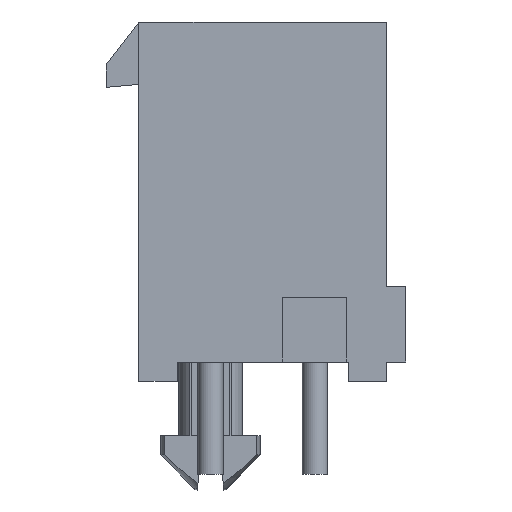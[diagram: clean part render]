
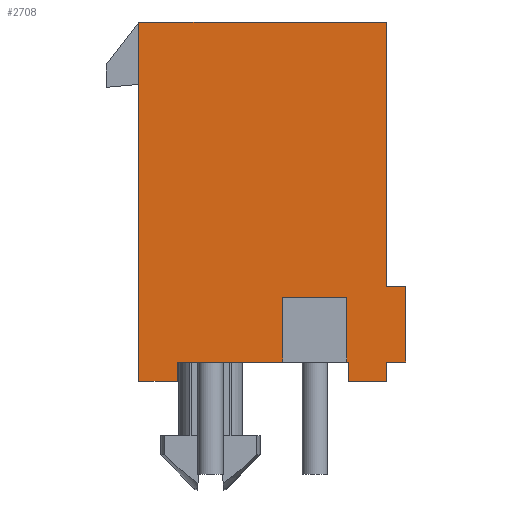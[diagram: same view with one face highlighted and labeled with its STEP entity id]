
A CAD part, left-side view. The second image highlights one B-rep face of the part: STEP entity #2708.
In plain terms, the highlighted planar face has unit normal (-1, 0, 0).
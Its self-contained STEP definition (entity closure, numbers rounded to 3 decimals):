
#38=LINE($,#3830,#376);
#39=LINE($,#3832,#377);
#40=LINE($,#3834,#378);
#41=LINE($,#3836,#379);
#42=LINE($,#3838,#380);
#43=LINE($,#3840,#381);
#44=LINE($,#3842,#382);
#45=LINE($,#3844,#383);
#46=LINE($,#3846,#384);
#47=LINE($,#3848,#385);
#48=LINE($,#3850,#386);
#49=LINE($,#3852,#387);
#50=LINE($,#3854,#388);
#51=LINE($,#3856,#389);
#52=LINE($,#3858,#390);
#53=LINE($,#3859,#391);
#376=VECTOR($,#3108,0.051);
#377=VECTOR($,#3109,0.762);
#378=VECTOR($,#3110,1.524);
#379=VECTOR($,#3111,0.762);
#380=VECTOR($,#3112,0.762);
#381=VECTOR($,#3113,2.997);
#382=VECTOR($,#3114,0.762);
#383=VECTOR($,#3115,10.49);
#384=VECTOR($,#3116,9.83);
#385=VECTOR($,#3117,14.249);
#386=VECTOR($,#3118,1.524);
#387=VECTOR($,#3119,0.762);
#388=VECTOR($,#3120,4.191);
#389=VECTOR($,#3121,2.54);
#390=VECTOR($,#3122,2.54);
#391=VECTOR($,#3123,2.54);
#714=PLANE($,#2892);
#889=FACE_OUTER_BOUND($,#1052,.T.);
#1052=EDGE_LOOP($,(#1927,#1928,#1929,#1930,#1931,#1932,#1933,#1934,#1935,
#1936,#1937,#1938,#1939,#1940,#1941,#1942));
#1279=VERTEX_POINT($,#3828);
#1280=VERTEX_POINT($,#3829);
#1281=VERTEX_POINT($,#3831);
#1282=VERTEX_POINT($,#3833);
#1283=VERTEX_POINT($,#3835);
#1284=VERTEX_POINT($,#3837);
#1285=VERTEX_POINT($,#3839);
#1286=VERTEX_POINT($,#3841);
#1287=VERTEX_POINT($,#3843);
#1288=VERTEX_POINT($,#3845);
#1289=VERTEX_POINT($,#3847);
#1290=VERTEX_POINT($,#3849);
#1291=VERTEX_POINT($,#3851);
#1292=VERTEX_POINT($,#3853);
#1293=VERTEX_POINT($,#3855);
#1294=VERTEX_POINT($,#3857);
#1542=EDGE_CURVE($,#1279,#1280,#38,.T.);
#1543=EDGE_CURVE($,#1279,#1281,#39,.T.);
#1544=EDGE_CURVE($,#1282,#1281,#40,.T.);
#1545=EDGE_CURVE($,#1282,#1283,#41,.T.);
#1546=EDGE_CURVE($,#1283,#1284,#42,.T.);
#1547=EDGE_CURVE($,#1284,#1285,#43,.T.);
#1548=EDGE_CURVE($,#1285,#1286,#44,.T.);
#1549=EDGE_CURVE($,#1286,#1287,#45,.T.);
#1550=EDGE_CURVE($,#1288,#1287,#46,.T.);
#1551=EDGE_CURVE($,#1289,#1288,#47,.T.);
#1552=EDGE_CURVE($,#1290,#1289,#48,.T.);
#1553=EDGE_CURVE($,#1291,#1290,#49,.T.);
#1554=EDGE_CURVE($,#1292,#1291,#50,.T.);
#1555=EDGE_CURVE($,#1293,#1292,#51,.T.);
#1556=EDGE_CURVE($,#1294,#1293,#52,.T.);
#1557=EDGE_CURVE($,#1280,#1294,#53,.T.);
#1927=ORIENTED_EDGE($,*,*,#1542,.F.);
#1928=ORIENTED_EDGE($,*,*,#1543,.T.);
#1929=ORIENTED_EDGE($,*,*,#1544,.F.);
#1930=ORIENTED_EDGE($,*,*,#1545,.T.);
#1931=ORIENTED_EDGE($,*,*,#1546,.T.);
#1932=ORIENTED_EDGE($,*,*,#1547,.T.);
#1933=ORIENTED_EDGE($,*,*,#1548,.T.);
#1934=ORIENTED_EDGE($,*,*,#1549,.T.);
#1935=ORIENTED_EDGE($,*,*,#1550,.F.);
#1936=ORIENTED_EDGE($,*,*,#1551,.F.);
#1937=ORIENTED_EDGE($,*,*,#1552,.F.);
#1938=ORIENTED_EDGE($,*,*,#1553,.F.);
#1939=ORIENTED_EDGE($,*,*,#1554,.F.);
#1940=ORIENTED_EDGE($,*,*,#1555,.F.);
#1941=ORIENTED_EDGE($,*,*,#1556,.F.);
#1942=ORIENTED_EDGE($,*,*,#1557,.F.);
#2708=ADVANCED_FACE($,(#889),#714,.F.);
#2892=AXIS2_PLACEMENT_3D($,#3827,#3106,#3107);
#3106=DIRECTION('center_axis',(1.,0.,0.));
#3107=DIRECTION('ref_axis',(0.,0.,-1.));
#3108=DIRECTION($,(0.,1.,0.));
#3109=DIRECTION($,(0.,0.,-1.));
#3110=DIRECTION($,(0.,1.,0.));
#3111=DIRECTION($,(0.,0.,1.));
#3112=DIRECTION($,(0.,-1.,0.));
#3113=DIRECTION($,(0.,0.,1.));
#3114=DIRECTION($,(0.,1.,0.));
#3115=DIRECTION($,(0.,0.,1.));
#3116=DIRECTION($,(0.,-1.,0.));
#3117=DIRECTION($,(0.,0.,1.));
#3118=DIRECTION($,(0.,1.,0.));
#3119=DIRECTION($,(0.,0.,-1.));
#3120=DIRECTION($,(0.,1.,0.));
#3121=DIRECTION($,(0.,0.,-1.));
#3122=DIRECTION($,(0.,1.,0.));
#3123=DIRECTION($,(0.,0.,1.));
#3827=CARTESIAN_POINT('Origin',(-6.985,-6.206,14.962));
#3828=CARTESIAN_POINT('',(-6.985,-3.391,0.762));
#3829=CARTESIAN_POINT('',(-6.985,-3.34,0.762));
#3830=CARTESIAN_POINT($,(-6.985,-3.391,0.762));
#3831=CARTESIAN_POINT('',(-6.985,-3.391,0.));
#3832=CARTESIAN_POINT($,(-6.985,-3.391,0.762));
#3833=CARTESIAN_POINT('',(-6.985,-4.915,0.));
#3834=CARTESIAN_POINT($,(-6.985,-4.915,0.));
#3835=CARTESIAN_POINT('',(-6.985,-4.915,0.762));
#3836=CARTESIAN_POINT($,(-6.985,-4.915,0.));
#3837=CARTESIAN_POINT('',(-6.985,-5.677,0.762));
#3838=CARTESIAN_POINT($,(-6.985,-4.915,0.762));
#3839=CARTESIAN_POINT('',(-6.985,-5.677,3.759));
#3840=CARTESIAN_POINT($,(-6.985,-5.677,0.762));
#3841=CARTESIAN_POINT('',(-6.985,-4.915,3.759));
#3842=CARTESIAN_POINT($,(-6.985,-5.677,3.759));
#3843=CARTESIAN_POINT('',(-6.985,-4.915,14.249));
#3844=CARTESIAN_POINT($,(-6.985,-4.915,3.759));
#3845=CARTESIAN_POINT('',(-6.985,4.915,14.249));
#3846=CARTESIAN_POINT($,(-6.985,4.915,14.249));
#3847=CARTESIAN_POINT('',(-6.985,4.915,0.));
#3848=CARTESIAN_POINT($,(-6.985,4.915,0.));
#3849=CARTESIAN_POINT('',(-6.985,3.391,0.));
#3850=CARTESIAN_POINT($,(-6.985,3.391,0.));
#3851=CARTESIAN_POINT('',(-6.985,3.391,0.762));
#3852=CARTESIAN_POINT($,(-6.985,3.391,0.762));
#3853=CARTESIAN_POINT('',(-6.985,-0.8,0.762));
#3854=CARTESIAN_POINT($,(-6.985,-0.8,0.762));
#3855=CARTESIAN_POINT('',(-6.985,-0.8,3.302));
#3856=CARTESIAN_POINT($,(-6.985,-0.8,3.302));
#3857=CARTESIAN_POINT('',(-6.985,-3.34,3.302));
#3858=CARTESIAN_POINT($,(-6.985,-3.34,3.302));
#3859=CARTESIAN_POINT($,(-6.985,-3.34,0.762));
